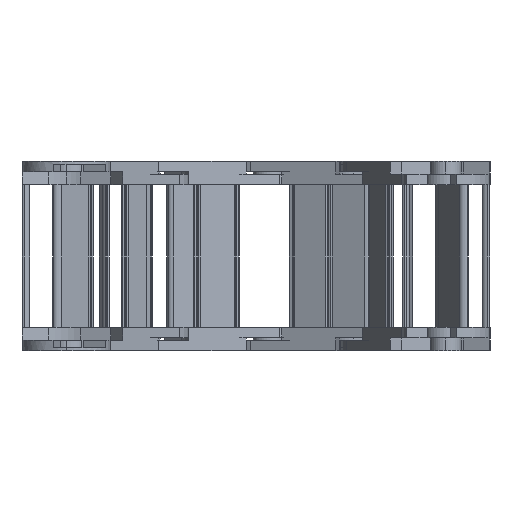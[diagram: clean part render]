
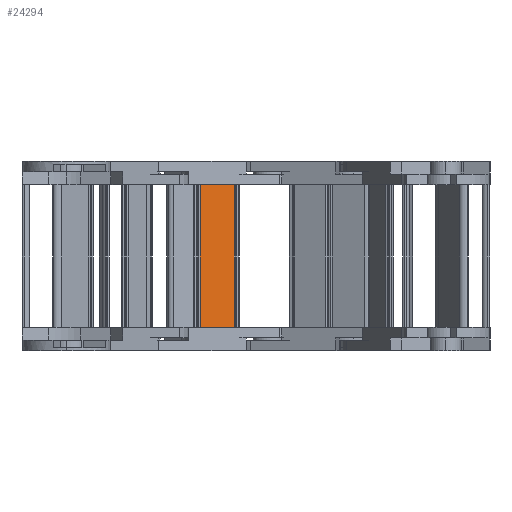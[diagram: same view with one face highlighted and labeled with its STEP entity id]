
A CAD part, left-side view. The second image highlights one B-rep face of the part: STEP entity #24294.
In plain terms, the highlighted planar face has unit normal (-0.97, -0.244, 0).
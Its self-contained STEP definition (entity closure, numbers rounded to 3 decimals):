
#780 = LINE ( 'NONE', #64976, #16125 ) ;
#5440 = DIRECTION ( 'NONE',  ( -0.244, 0.97, 0. ) ) ;
#7109 = ORIENTED_EDGE ( 'NONE', *, *, #14996, .T. ) ;
#7979 = EDGE_LOOP ( 'NONE', ( #19060, #7109, #49173, #33684 ) ) ;
#7985 = CARTESIAN_POINT ( 'NONE',  ( 18.188, -34.635, -37. ) ) ;
#9138 = VERTEX_POINT ( 'NONE', #19272 ) ;
#14996 = EDGE_CURVE ( 'NONE', #9138, #32519, #25546, .T. ) ;
#16125 = VECTOR ( 'NONE', #23929, 1000. ) ;
#19060 = ORIENTED_EDGE ( 'NONE', *, *, #56484, .T. ) ;
#19272 = CARTESIAN_POINT ( 'NONE',  ( 18.188, -34.635, -37. ) ) ;
#19827 = CARTESIAN_POINT ( 'NONE',  ( 20.383, -43.363, 0. ) ) ;
#22219 = LINE ( 'NONE', #56558, #56321 ) ;
#23929 = DIRECTION ( 'NONE',  ( 0., 0., -1. ) ) ;
#24294 = ADVANCED_FACE ( 'NONE', ( #43889 ), #49478, .T. ) ;
#25546 = LINE ( 'NONE', #7985, #41833 ) ;
#25595 = DIRECTION ( 'NONE',  ( 0., 0., -1. ) ) ;
#25873 = VERTEX_POINT ( 'NONE', #25906 ) ;
#25906 = CARTESIAN_POINT ( 'NONE',  ( 18.188, -34.635, 0. ) ) ;
#27827 = DIRECTION ( 'NONE',  ( 0., 0., 1. ) ) ;
#28249 = LINE ( 'NONE', #62561, #70362 ) ;
#28991 = CARTESIAN_POINT ( 'NONE',  ( 20.383, -43.363, -37. ) ) ;
#31188 = DIRECTION ( 'NONE',  ( -0.97, -0.244, 0. ) ) ;
#32519 = VERTEX_POINT ( 'NONE', #28991 ) ;
#33684 = ORIENTED_EDGE ( 'NONE', *, *, #65339, .T. ) ;
#36180 = VERTEX_POINT ( 'NONE', #19827 ) ;
#36716 = DIRECTION ( 'NONE',  ( 0.244, -0.97, 0. ) ) ;
#41833 = VECTOR ( 'NONE', #36716, 1000. ) ;
#43889 = FACE_OUTER_BOUND ( 'NONE', #7979, .T. ) ;
#45752 = EDGE_CURVE ( 'NONE', #32519, #36180, #22219, .T. ) ;
#49173 = ORIENTED_EDGE ( 'NONE', *, *, #45752, .T. ) ;
#49478 = PLANE ( 'NONE',  #70797 ) ;
#56321 = VECTOR ( 'NONE', #27827, 1000. ) ;
#56484 = EDGE_CURVE ( 'NONE', #25873, #9138, #780, .T. ) ;
#56558 = CARTESIAN_POINT ( 'NONE',  ( 20.383, -43.363, 0. ) ) ;
#60300 = CARTESIAN_POINT ( 'NONE',  ( 18.188, -34.635, 0. ) ) ;
#62561 = CARTESIAN_POINT ( 'NONE',  ( 19.285, -38.999, 0. ) ) ;
#64976 = CARTESIAN_POINT ( 'NONE',  ( 18.188, -34.635, 0. ) ) ;
#65339 = EDGE_CURVE ( 'NONE', #36180, #25873, #28249, .T. ) ;
#70362 = VECTOR ( 'NONE', #5440, 1000. ) ;
#70797 = AXIS2_PLACEMENT_3D ( 'NONE', #60300, #31188, #25595 ) ;
